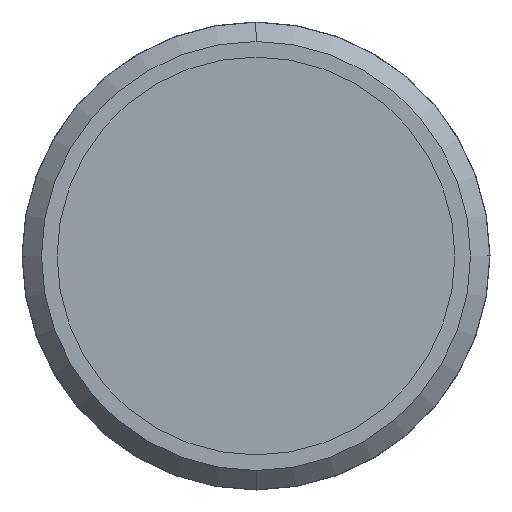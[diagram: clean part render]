
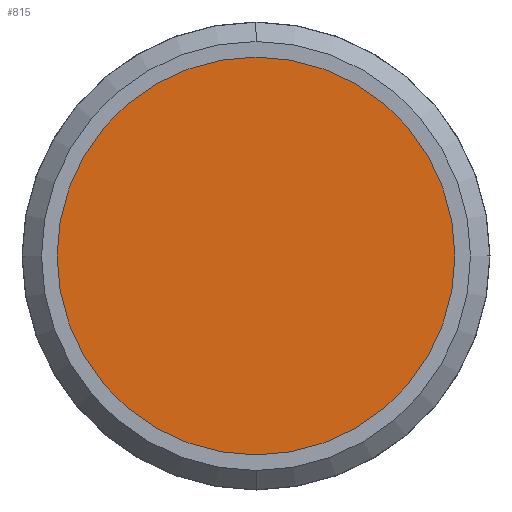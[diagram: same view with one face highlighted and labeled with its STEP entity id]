
A CAD part, front view. The second image highlights one B-rep face of the part: STEP entity #815.
In plain terms, the highlighted planar face has unit normal (0, -1, 0).
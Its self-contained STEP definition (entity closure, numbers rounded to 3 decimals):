
#815=ADVANCED_FACE('',(#1824),#1825,.T.);
#1824=FACE_OUTER_BOUND('',#3056,.T.);
#1825=PLANE('',#3057);
#3056=EDGE_LOOP('',(#5264,#5265));
#3057=AXIS2_PLACEMENT_3D('',#5266,#5267,#5268);
#5264=ORIENTED_EDGE('',*,*,#7690,.T.);
#5265=ORIENTED_EDGE('',*,*,#7692,.T.);
#5266=CARTESIAN_POINT('',(0.0,-0.01,3.825));
#5267=DIRECTION('',(0.0,-1.0,0.0));
#5268=DIRECTION('',(0.0,0.0,1.0));
#7690=EDGE_CURVE('',#9300,#9304,#9306,.T.);
#7692=EDGE_CURVE('',#9304,#9300,#9308,.T.);
#9300=VERTEX_POINT('',#11511);
#9304=VERTEX_POINT('',#11516);
#9306=CIRCLE('',#11519,7.65);
#9308=CIRCLE('',#11521,7.65);
#11511=CARTESIAN_POINT('',(0.0,-0.01,7.65));
#11516=CARTESIAN_POINT('',(0.,-0.01,-7.65));
#11519=AXIS2_PLACEMENT_3D('',#13011,#13012,#13013);
#11521=AXIS2_PLACEMENT_3D('',#13014,#13015,#13016);
#13011=CARTESIAN_POINT('',(0.0,-0.01,0.0));
#13012=DIRECTION('',(0.0,-1.0,0.0));
#13013=DIRECTION('',(0.0,0.0,1.0));
#13014=CARTESIAN_POINT('',(0.0,-0.01,0.0));
#13015=DIRECTION('',(0.0,-1.0,0.0));
#13016=DIRECTION('',(0.0,0.0,1.0));
